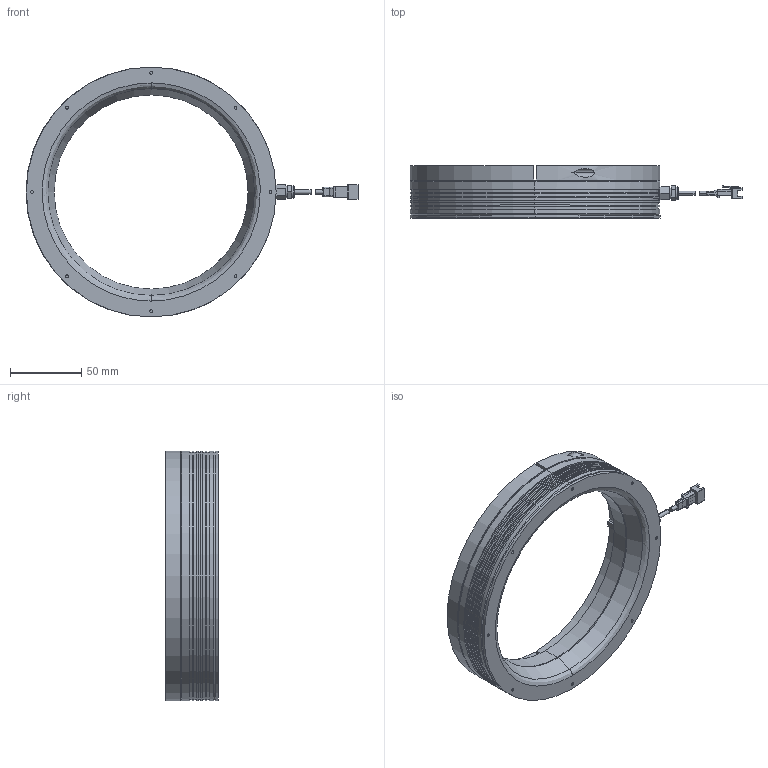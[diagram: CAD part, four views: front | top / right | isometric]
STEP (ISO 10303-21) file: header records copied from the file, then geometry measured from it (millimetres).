
FILE_DESCRIPTION (( 'STEP AP214' ), '1' );
FILE_NAME ('LTRN165X45.STEP', '2013-04-05T13:29:29', ( 'Work' ), ( '' ), 'SwSTEP 2.0', 'SolidWorks 2012', '' );
FILE_SCHEMA (( 'AUTOMOTIVE_DESIGN' ));
Length unit declared in the file: millimetre
Products named in the file (1): LTRN165X45
Bounding box: 232.5 x 36.5 x 175 mm (x, y, z)
Surface area: 85401.5 mm2 (no closed solid volume)
Topology: 0 solids, 11 shells, 269 faces, 783 edges, 527 vertices
Faces by surface type: plane 131, cylinder 118, torus 7, cone 6, sphere 5, bspline 2
Entity records: 12631 total; most frequent: CARTESIAN_POINT 2435, DIRECTION 1546, ORIENTED_EDGE 1404, EDGE_CURVE 780, AXIS2_PLACEMENT_3D 549, VERTEX_POINT 527, LINE 448, VECTOR 448
